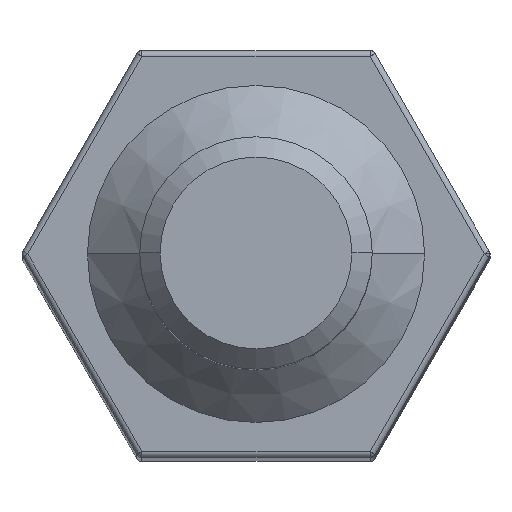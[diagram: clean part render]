
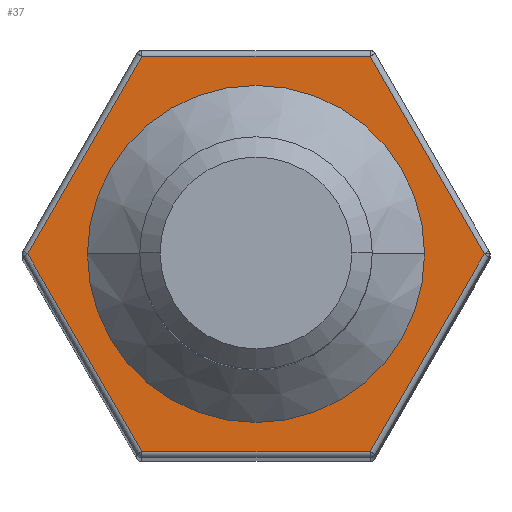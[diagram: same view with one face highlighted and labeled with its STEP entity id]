
A CAD part, top view. The second image highlights one B-rep face of the part: STEP entity #37.
In plain terms, the highlighted planar face has unit normal (0, 0, 1).
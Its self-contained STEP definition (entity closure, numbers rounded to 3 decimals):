
#3 = LINE ( 'NONE', #178, #46 ) ;
#37 = ADVANCED_FACE ( 'NONE', ( #87, #1407 ), #1203, .F. ) ;
#46 = VECTOR ( 'NONE', #181, 1000. ) ;
#48 = CARTESIAN_POINT ( 'NONE',  ( 1.963, 3.4, 0. ) ) ;
#74 = DIRECTION ( 'NONE',  ( -0.5, -0.866, 0. ) ) ;
#78 = CARTESIAN_POINT ( 'NONE',  ( -3.955, -0.05, 0. ) ) ;
#87 = FACE_OUTER_BOUND ( 'NONE', #1081, .T. ) ;
#94 = CARTESIAN_POINT ( 'NONE',  ( -4.041, 0., 0. ) ) ;
#126 = CARTESIAN_POINT ( 'NONE',  ( 2.9, 0., 0. ) ) ;
#128 = VERTEX_POINT ( 'NONE', #1017 ) ;
#130 = DIRECTION ( 'NONE',  ( -1., 0., 0. ) ) ;
#133 = DIRECTION ( 'NONE',  ( 0., 0., -1. ) ) ;
#134 = CARTESIAN_POINT ( 'NONE',  ( 0., 0., 0. ) ) ;
#149 = CARTESIAN_POINT ( 'NONE',  ( 1.934, 3.45, 0. ) ) ;
#152 = DIRECTION ( 'NONE',  ( -0.5, 0.866, 0. ) ) ;
#156 = AXIS2_PLACEMENT_3D ( 'NONE', #134, #133, #130 ) ;
#176 = LINE ( 'NONE', #218, #917 ) ;
#178 = CARTESIAN_POINT ( 'NONE',  ( -4.041, 3.4, 0. ) ) ;
#181 = DIRECTION ( 'NONE',  ( -1., 0., 0. ) ) ;
#191 = DIRECTION ( 'NONE',  ( 0.5, 0.866, 0. ) ) ;
#196 = AXIS2_PLACEMENT_3D ( 'NONE', #340, #339, #336 ) ;
#214 = VECTOR ( 'NONE', #191, 1000. ) ;
#215 = CARTESIAN_POINT ( 'NONE',  ( 1.934, -3.45, 0. ) ) ;
#218 = CARTESIAN_POINT ( 'NONE',  ( -4.041, -3.4, 0. ) ) ;
#223 = CARTESIAN_POINT ( 'NONE',  ( -1.963, 3.4, 0. ) ) ;
#228 = DIRECTION ( 'NONE',  ( 1., 0., 0. ) ) ;
#240 = VERTEX_POINT ( 'NONE', #760 ) ;
#336 = DIRECTION ( 'NONE',  ( -1., 0., 0. ) ) ;
#339 = DIRECTION ( 'NONE',  ( 0., 0., -1. ) ) ;
#340 = CARTESIAN_POINT ( 'NONE',  ( 0., 0., 0. ) ) ;
#341 = CARTESIAN_POINT ( 'NONE',  ( -3.955, 0.05, 0. ) ) ;
#349 = CARTESIAN_POINT ( 'NONE',  ( -1.963, -3.4, 0. ) ) ;
#357 = VECTOR ( 'NONE', #152, 1000. ) ;
#428 = LINE ( 'NONE', #341, #978 ) ;
#434 = LINE ( 'NONE', #149, #357 ) ;
#498 = CIRCLE ( 'NONE', #156, 2.9 ) ;
#510 = EDGE_CURVE ( 'NONE', #240, #669, #1381, .T. ) ;
#612 = AXIS2_PLACEMENT_3D ( 'NONE', #94, #1339, #754 ) ;
#631 = VERTEX_POINT ( 'NONE', #349 ) ;
#637 = VERTEX_POINT ( 'NONE', #223 ) ;
#649 = EDGE_CURVE ( 'NONE', #631, #1053, #176, .T. ) ;
#651 = EDGE_CURVE ( 'NONE', #1053, #780, #885, .T. ) ;
#659 = EDGE_CURVE ( 'NONE', #714, #637, #3, .T. ) ;
#663 = EDGE_CURVE ( 'NONE', #669, #240, #498, .T. ) ;
#664 = EDGE_CURVE ( 'NONE', #780, #714, #434, .T. ) ;
#669 = VERTEX_POINT ( 'NONE', #126 ) ;
#684 = EDGE_CURVE ( 'NONE', #637, #128, #1257, .T. ) ;
#714 = VERTEX_POINT ( 'NONE', #48 ) ;
#723 = EDGE_CURVE ( 'NONE', #128, #631, #428, .T. ) ;
#754 = DIRECTION ( 'NONE',  ( -1., 0., 0. ) ) ;
#760 = CARTESIAN_POINT ( 'NONE',  ( -2.9, 0., 0. ) ) ;
#780 = VERTEX_POINT ( 'NONE', #1221 ) ;
#885 = LINE ( 'NONE', #215, #214 ) ;
#905 = ORIENTED_EDGE ( 'NONE', *, *, #664, .T. ) ;
#917 = VECTOR ( 'NONE', #228, 1000. ) ;
#921 = ORIENTED_EDGE ( 'NONE', *, *, #659, .T. ) ;
#935 = ORIENTED_EDGE ( 'NONE', *, *, #684, .T. ) ;
#963 = ORIENTED_EDGE ( 'NONE', *, *, #723, .T. ) ;
#978 = VECTOR ( 'NONE', #1218, 1000. ) ;
#990 = ORIENTED_EDGE ( 'NONE', *, *, #649, .T. ) ;
#1017 = CARTESIAN_POINT ( 'NONE',  ( -3.926, 0., 0. ) ) ;
#1021 = ORIENTED_EDGE ( 'NONE', *, *, #651, .T. ) ;
#1053 = VERTEX_POINT ( 'NONE', #1155 ) ;
#1065 = ORIENTED_EDGE ( 'NONE', *, *, #510, .T. ) ;
#1081 = EDGE_LOOP ( 'NONE', ( #905, #921, #935, #963, #990, #1021 ) ) ;
#1107 = ORIENTED_EDGE ( 'NONE', *, *, #663, .T. ) ;
#1155 = CARTESIAN_POINT ( 'NONE',  ( 1.963, -3.4, 0. ) ) ;
#1160 = EDGE_LOOP ( 'NONE', ( #1065, #1107 ) ) ;
#1203 = PLANE ( 'NONE',  #612 ) ;
#1209 = VECTOR ( 'NONE', #74, 1000. ) ;
#1218 = DIRECTION ( 'NONE',  ( 0.5, -0.866, 0. ) ) ;
#1221 = CARTESIAN_POINT ( 'NONE',  ( 3.926, 0., 0. ) ) ;
#1257 = LINE ( 'NONE', #78, #1209 ) ;
#1339 = DIRECTION ( 'NONE',  ( 0., 0., -1. ) ) ;
#1381 = CIRCLE ( 'NONE', #196, 2.9 ) ;
#1407 = FACE_BOUND ( 'NONE', #1160, .T. ) ;
